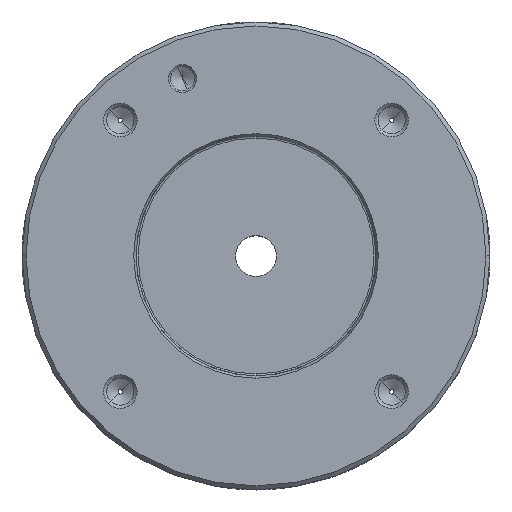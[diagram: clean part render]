
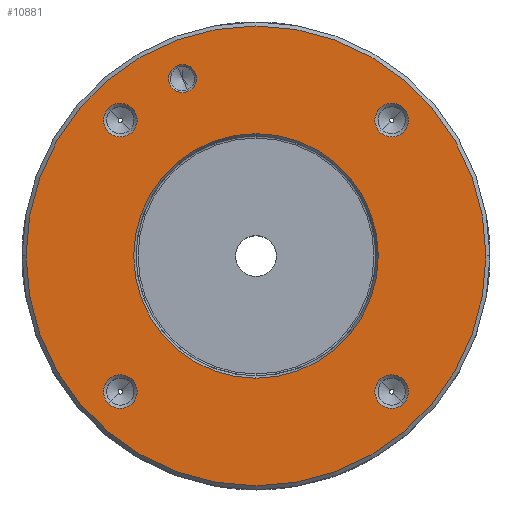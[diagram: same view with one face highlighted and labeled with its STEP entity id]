
A CAD part, top view. The second image highlights one B-rep face of the part: STEP entity #10881.
In plain terms, the highlighted planar face has unit normal (0, 0, 1).
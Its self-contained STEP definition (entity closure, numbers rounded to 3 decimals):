
#6591=CARTESIAN_POINT('',(0.,0.,
65.));
#6592=DIRECTION('',(0.,0.,1.));
#6593=DIRECTION('',(-1.,0.,0.));
#6594=AXIS2_PLACEMENT_3D('',#6591,#6592,#6593);
#6599=CARTESIAN_POINT('',(0.,0.,
65.));
#6600=DIRECTION('',(0.,0.,1.));
#6601=DIRECTION('',(1.,0.,0.));
#6602=AXIS2_PLACEMENT_3D('',#6599,#6600,#6601);
#6607=CARTESIAN_POINT('',(-18.369,44.346,65.));
#6608=DIRECTION('',(0.,0.,-1.));
#6609=DIRECTION('',(0.383,-0.924,0.));
#6610=AXIS2_PLACEMENT_3D('',#6607,#6608,#6609);
#6615=CARTESIAN_POINT('',(-18.369,44.346,65.));
#6616=DIRECTION('',(0.,0.,-1.));
#6617=DIRECTION('',(-0.383,0.924,0.));
#6618=AXIS2_PLACEMENT_3D('',#6615,#6616,#6617);
#6623=CARTESIAN_POINT('',(-33.941,-33.941,65.));
#6624=DIRECTION('',(0.,0.,-1.));
#6625=DIRECTION('',(-0.707,-0.707,0.));
#6626=AXIS2_PLACEMENT_3D('',#6623,#6624,#6625);
#6631=CARTESIAN_POINT('',(-33.941,-33.941,65.));
#6632=DIRECTION('',(0.,0.,-1.));
#6633=DIRECTION('',(0.707,0.707,0.));
#6634=AXIS2_PLACEMENT_3D('',#6631,#6632,#6633);
#6639=CARTESIAN_POINT('',(-33.941,33.941,65.));
#6640=DIRECTION('',(0.,0.,-1.));
#6641=DIRECTION('',(-0.707,0.707,0.));
#6642=AXIS2_PLACEMENT_3D('',#6639,#6640,#6641);
#6647=CARTESIAN_POINT('',(-33.941,33.941,65.));
#6648=DIRECTION('',(0.,0.,-1.));
#6649=DIRECTION('',(0.707,-0.707,0.));
#6650=AXIS2_PLACEMENT_3D('',#6647,#6648,#6649);
#6655=CARTESIAN_POINT('',(33.941,33.941,65.));
#6656=DIRECTION('',(0.,0.,-1.));
#6657=DIRECTION('',(0.707,0.707,0.));
#6658=AXIS2_PLACEMENT_3D('',#6655,#6656,#6657);
#6663=CARTESIAN_POINT('',(33.941,33.941,65.));
#6664=DIRECTION('',(0.,0.,-1.));
#6665=DIRECTION('',(-0.707,-0.707,0.));
#6666=AXIS2_PLACEMENT_3D('',#6663,#6664,#6665);
#6671=CARTESIAN_POINT('',(33.941,-33.941,65.));
#6672=DIRECTION('',(0.,0.,-1.));
#6673=DIRECTION('',(0.707,-0.707,0.));
#6674=AXIS2_PLACEMENT_3D('',#6671,#6672,#6673);
#6679=CARTESIAN_POINT('',(33.941,-33.941,65.));
#6680=DIRECTION('',(0.,0.,-1.));
#6681=DIRECTION('',(-0.707,0.707,0.));
#6682=AXIS2_PLACEMENT_3D('',#6679,#6680,#6681);
#6701=CARTESIAN_POINT('',(0.,0.,65.));
#6702=DIRECTION('',(0.,0.,-1.));
#6703=DIRECTION('',(0.,-1.,0.));
#6704=AXIS2_PLACEMENT_3D('',#6701,#6702,#6703);
#6717=CARTESIAN_POINT('',(0.,0.,65.));
#6718=DIRECTION('',(0.,0.,-1.));
#6719=DIRECTION('',(0.,1.,0.));
#6720=AXIS2_PLACEMENT_3D('',#6717,#6718,#6719);
#7151=CARTESIAN_POINT('',(-17.029,41.113,65.));
#7152=VERTEX_POINT('',#7151);
#7153=CARTESIAN_POINT('',(-19.708,47.58,65.));
#7154=VERTEX_POINT('',#7153);
#7163=CARTESIAN_POINT('',(-36.911,-36.911,65.));
#7164=VERTEX_POINT('',#7163);
#7165=CARTESIAN_POINT('',(-30.971,-30.971,65.));
#7166=VERTEX_POINT('',#7165);
#7175=CARTESIAN_POINT('',(-36.911,36.911,65.));
#7176=VERTEX_POINT('',#7175);
#7177=CARTESIAN_POINT('',(-30.971,30.971,65.));
#7178=VERTEX_POINT('',#7177);
#7187=CARTESIAN_POINT('',(36.911,36.911,65.));
#7188=VERTEX_POINT('',#7187);
#7189=CARTESIAN_POINT('',(30.971,30.971,65.));
#7190=VERTEX_POINT('',#7189);
#7199=CARTESIAN_POINT('',(36.911,-36.911,65.));
#7200=VERTEX_POINT('',#7199);
#7201=CARTESIAN_POINT('',(30.971,-30.971,65.));
#7202=VERTEX_POINT('',#7201);
#7271=CARTESIAN_POINT('',(0.,-30.577,65.));
#7272=CARTESIAN_POINT('',(0.,30.577,65.));
#7273=VERTEX_POINT('',#7271);
#7274=VERTEX_POINT('',#7272);
#7295=CARTESIAN_POINT('',(-57.5,0.,
65.));
#7296=CARTESIAN_POINT('',(57.5,0.,
65.));
#7297=VERTEX_POINT('',#7295);
#7298=VERTEX_POINT('',#7296);
#10836=CARTESIAN_POINT('',(0.,0.,65.));
#10837=DIRECTION('',(0.,0.,-1.));
#10838=DIRECTION('',(1.,0.,0.));
#10839=AXIS2_PLACEMENT_3D('',#10836,#10837,#10838);
#10840=PLANE('',#10839);
#10842=ORIENTED_EDGE('',*,*,#10841,.F.);
#10844=ORIENTED_EDGE('',*,*,#10843,.F.);
#10845=EDGE_LOOP('',(#10842,#10844));
#10846=FACE_OUTER_BOUND('',#10845,.F.);
#10848=ORIENTED_EDGE('',*,*,#10847,.F.);
#10850=ORIENTED_EDGE('',*,*,#10849,.F.);
#10851=EDGE_LOOP('',(#10848,#10850));
#10852=FACE_BOUND('',#10851,.F.);
#10854=ORIENTED_EDGE('',*,*,#10853,.F.);
#10856=ORIENTED_EDGE('',*,*,#10855,.F.);
#10857=EDGE_LOOP('',(#10854,#10856));
#10858=FACE_BOUND('',#10857,.F.);
#10859=ORIENTED_EDGE('',*,*,#10815,.F.);
#10860=ORIENTED_EDGE('',*,*,#10831,.F.);
#10861=EDGE_LOOP('',(#10859,#10860));
#10862=FACE_BOUND('',#10861,.F.);
#10864=ORIENTED_EDGE('',*,*,#10863,.F.);
#10866=ORIENTED_EDGE('',*,*,#10865,.F.);
#10867=EDGE_LOOP('',(#10864,#10866));
#10868=FACE_BOUND('',#10867,.F.);
#10870=ORIENTED_EDGE('',*,*,#10869,.F.);
#10872=ORIENTED_EDGE('',*,*,#10871,.F.);
#10873=EDGE_LOOP('',(#10870,#10872));
#10874=FACE_BOUND('',#10873,.F.);
#10876=ORIENTED_EDGE('',*,*,#10875,.F.);
#10878=ORIENTED_EDGE('',*,*,#10877,.F.);
#10879=EDGE_LOOP('',(#10876,#10878));
#10880=FACE_BOUND('',#10879,.F.);
#6595=CIRCLE('',#6594,57.5);
#6603=CIRCLE('',#6602,57.5);
#6611=CIRCLE('',#6610,3.5);
#6619=CIRCLE('',#6618,3.5);
#6627=CIRCLE('',#6626,4.2);
#6635=CIRCLE('',#6634,4.2);
#6643=CIRCLE('',#6642,4.2);
#6651=CIRCLE('',#6650,4.2);
#6659=CIRCLE('',#6658,4.2);
#6667=CIRCLE('',#6666,4.2);
#6675=CIRCLE('',#6674,4.2);
#6683=CIRCLE('',#6682,4.2);
#6705=CIRCLE('',#6704,30.577);
#6721=CIRCLE('',#6720,30.577);
#10815=EDGE_CURVE('',#7164,#7166,#6627,.T.);
#10831=EDGE_CURVE('',#7166,#7164,#6635,.T.);
#10841=EDGE_CURVE('',#7297,#7298,#6595,.T.);
#10843=EDGE_CURVE('',#7298,#7297,#6603,.T.);
#10847=EDGE_CURVE('',#7273,#7274,#6705,.T.);
#10849=EDGE_CURVE('',#7274,#7273,#6721,.T.);
#10853=EDGE_CURVE('',#7152,#7154,#6611,.T.);
#10855=EDGE_CURVE('',#7154,#7152,#6619,.T.);
#10863=EDGE_CURVE('',#7176,#7178,#6643,.T.);
#10865=EDGE_CURVE('',#7178,#7176,#6651,.T.);
#10869=EDGE_CURVE('',#7188,#7190,#6659,.T.);
#10871=EDGE_CURVE('',#7190,#7188,#6667,.T.);
#10875=EDGE_CURVE('',#7200,#7202,#6675,.T.);
#10877=EDGE_CURVE('',#7202,#7200,#6683,.T.);
#10881=ADVANCED_FACE('',(#10846,#10852,#10858,#10862,#10868,#10874,#10880),
#10840,.F.);
